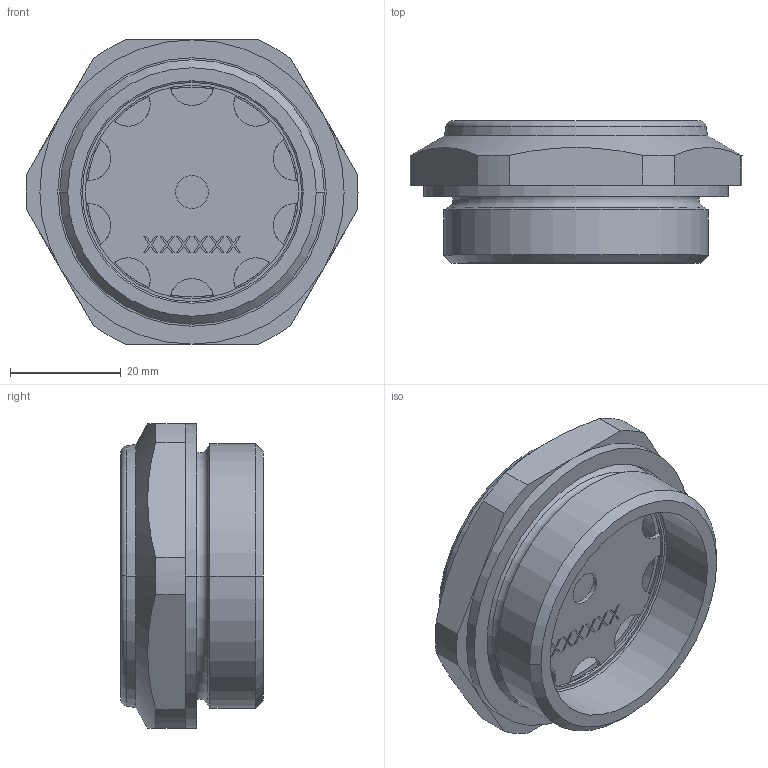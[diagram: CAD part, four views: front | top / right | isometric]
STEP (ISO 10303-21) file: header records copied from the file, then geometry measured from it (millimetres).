
FILE_DESCRIPTION((''),'2;1');
FILE_NAME('21275-00_C3_SW0001','2025-12-05T14:38:09',('julian.egg'),(''),'CREO PARAMETRIC BY PTC INC, 2025323','CREO PARAMETRIC BY PTC INC, 2025323','');
FILE_SCHEMA(('CONFIG_CONTROL_DESIGN'));
Length unit declared in the file: millimetre
Products named in the file (1): 21275-00_C3_SW0001
Bounding box: 60 x 25.7 x 55 mm (x, y, z)
Volume: 24776.2 mm3; surface area: 16951.3 mm2
Topology: 1 solids, 1 shells, 176 faces, 524 edges, 328 vertices
Faces by surface type: plane 104, cylinder 50, torus 12, cone 10
Entity records: 6080 total; most frequent: DIRECTION 1094, CARTESIAN_POINT 1082, ORIENTED_EDGE 1048, EDGE_CURVE 524, AXIS2_PLACEMENT_3D 400, VERTEX_POINT 328, VECTOR 294, LINE 294
